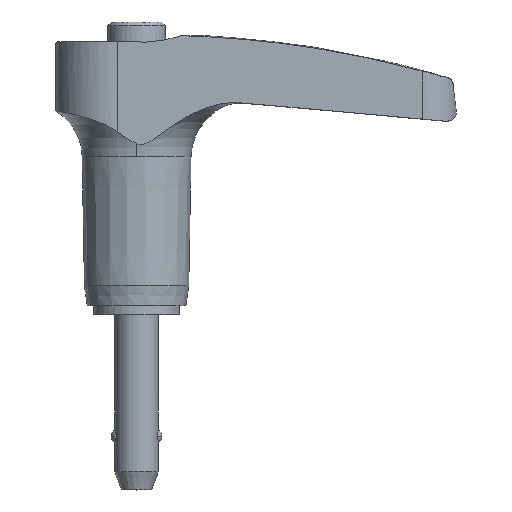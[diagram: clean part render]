
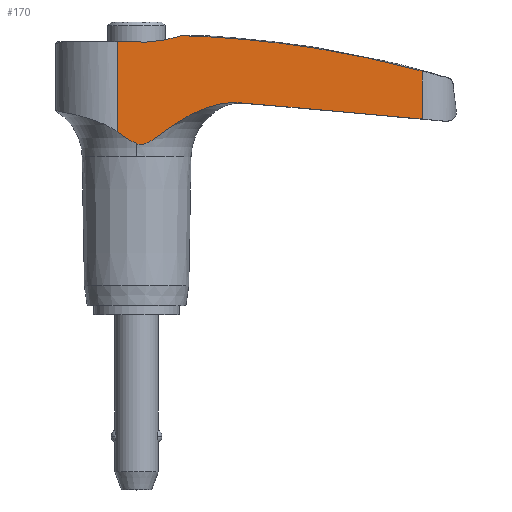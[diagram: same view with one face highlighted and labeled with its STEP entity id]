
A CAD part, top view. The second image highlights one B-rep face of the part: STEP entity #170.
In plain terms, the highlighted planar face has unit normal (0.068, 0, 0.998).
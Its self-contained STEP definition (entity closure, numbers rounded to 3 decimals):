
#170=ADVANCED_FACE('',(#354),#355,.T.);
#354=FACE_OUTER_BOUND('',#546,.T.);
#355=PLANE('',#547);
#546=EDGE_LOOP('',(#989,#990,#991,#992,#993,#994,#995,#996,#997));
#547=AXIS2_PLACEMENT_3D('',#998,#999,#1000);
#989=ORIENTED_EDGE('',*,*,#1217,.T.);
#990=ORIENTED_EDGE('',*,*,#1321,.F.);
#991=ORIENTED_EDGE('',*,*,#1155,.T.);
#992=ORIENTED_EDGE('',*,*,#1329,.T.);
#993=ORIENTED_EDGE('',*,*,#1212,.T.);
#994=ORIENTED_EDGE('',*,*,#1251,.T.);
#995=ORIENTED_EDGE('',*,*,#1331,.T.);
#996=ORIENTED_EDGE('',*,*,#1332,.T.);
#997=ORIENTED_EDGE('',*,*,#1287,.T.);
#998=CARTESIAN_POINT('',(14.654,0.0,5.195));
#999=DIRECTION('',(0.068,0.,0.998));
#1000=DIRECTION('',(0.998,0.,-0.068));
#1155=EDGE_CURVE('',#1377,#1375,#1378,.T.);
#1212=EDGE_CURVE('',#1475,#1473,#1476,.T.);
#1217=EDGE_CURVE('',#1483,#1480,#1484,.T.);
#1251=EDGE_CURVE('',#1473,#1535,#1537,.T.);
#1287=EDGE_CURVE('',#1584,#1483,#1585,.T.);
#1321=EDGE_CURVE('',#1377,#1480,#1630,.T.);
#1329=EDGE_CURVE('',#1375,#1475,#1638,.T.);
#1331=EDGE_CURVE('',#1535,#1640,#1641,.T.);
#1332=EDGE_CURVE('',#1640,#1584,#1642,.T.);
#1375=VERTEX_POINT('',#1688);
#1377=VERTEX_POINT('',#1690);
#1378=B_SPLINE_CURVE_WITH_KNOTS('',3,(#1691,#1692,#1693,#1694,#1695,#1696,#1697,#1698,#1699,#1700,#1701,#1702),.UNSPECIFIED.,.F.,.F.,(4,2,2,2,2,4),(35.54,36.518,37.569,38.261,38.753,38.998),.UNSPECIFIED.);
#1473=VERTEX_POINT('',#2079);
#1475=VERTEX_POINT('',#2081);
#1476=B_SPLINE_CURVE_WITH_KNOTS('',3,(#2082,#2083,#2084,#2085,#2086,#2087,#2088,#2089,#2090,#2091,#2092,#2093,#2094,#2095,#2096,#2097,#2098,#2099,#2100,#2101,#2102,#2103,#2104,#2105,#2106,#2107,#2108,#2109,#2110,#2111,#2112,#2113,#2114,#2115),.UNSPECIFIED.,.F.,.F.,(4,2,2,2,2,2,2,2,2,2,2,2,2,2,2,2,4),(40.115,40.363,40.612,40.86,41.108,41.605,42.312,43.397,44.407,45.813,47.219,48.575,49.253,49.932,51.094,52.257,53.447),.UNSPECIFIED.);
#1480=VERTEX_POINT('',#2119);
#1483=VERTEX_POINT('',#2122);
#1484=LINE('',#2123,#2124);
#1535=VERTEX_POINT('',#2305);
#1537=(B_SPLINE_CURVE(2,(#2319,#2320,#2321),.UNSPECIFIED.,.F.,.F.)B_SPLINE_CURVE_WITH_KNOTS((3,3),(0.0,63.151),.UNSPECIFIED.)RATIONAL_B_SPLINE_CURVE((1.0,5.195,1.0))BOUNDED_CURVE()REPRESENTATION_ITEM('')GEOMETRIC_REPRESENTATION_ITEM()CURVE());
#1584=VERTEX_POINT('',#2607);
#1585=CIRCLE('',#2608,14.625);
#1630=LINE('',#2801,#2802);
#1638=LINE('',#2819,#2820);
#1640=VERTEX_POINT('',#2822);
#1641=LINE('',#2823,#2824);
#1642=B_SPLINE_CURVE_WITH_KNOTS('',3,(#2825,#2826,#2827,#2828,#2829,#2830,#2831,#2832,#2833,#2834,#2835,#2836,#2837,#2838,#2839,#2840),.UNSPECIFIED.,.F.,.F.,(4,2,2,2,2,2,2,4),(301.19,307.013,312.836,318.66,324.483,330.306,336.129,341.952),.UNSPECIFIED.);
#1688=CARTESIAN_POINT('',(0.,18.892,6.19));
#1690=CARTESIAN_POINT('',(-2.143,20.158,6.335));
#1691=CARTESIAN_POINT('',(-2.967,20.742,6.391));
#1692=CARTESIAN_POINT('',(-2.699,20.557,6.373));
#1693=CARTESIAN_POINT('',(-2.381,20.329,6.352));
#1694=CARTESIAN_POINT('',(-1.833,19.935,6.314));
#1695=CARTESIAN_POINT('',(-1.492,19.69,6.291));
#1696=CARTESIAN_POINT('',(-1.008,19.37,6.258));
#1697=CARTESIAN_POINT('',(-0.773,19.224,6.242));
#1698=CARTESIAN_POINT('',(-0.423,19.043,6.219));
#1699=CARTESIAN_POINT('',(-0.259,18.969,6.208));
#1700=CARTESIAN_POINT('',(-0.005,18.891,6.19));
#1701=CARTESIAN_POINT('',(0.081,18.871,6.184));
#1702=CARTESIAN_POINT('',(0.166,18.857,6.179));
#2079=CARTESIAN_POINT('',(11.406,23.339,5.416));
#2081=CARTESIAN_POINT('',(0.,18.821,6.19));
#2082=CARTESIAN_POINT('',(-0.095,18.848,6.196));
#2083=CARTESIAN_POINT('',(-0.009,18.821,6.191));
#2084=CARTESIAN_POINT('',(0.078,18.8,6.185));
#2085=CARTESIAN_POINT('',(0.25,18.772,6.173));
#2086=CARTESIAN_POINT('',(0.336,18.765,6.167));
#2087=CARTESIAN_POINT('',(0.501,18.765,6.156));
#2088=CARTESIAN_POINT('',(0.587,18.772,6.15));
#2089=CARTESIAN_POINT('',(0.759,18.8,6.138));
#2090=CARTESIAN_POINT('',(0.846,18.821,6.132));
#2091=CARTESIAN_POINT('',(1.102,18.902,6.115));
#2092=CARTESIAN_POINT('',(1.267,18.978,6.104));
#2093=CARTESIAN_POINT('',(1.621,19.165,6.08));
#2094=CARTESIAN_POINT('',(1.859,19.317,6.064));
#2095=CARTESIAN_POINT('',(2.353,19.652,6.03));
#2096=CARTESIAN_POINT('',(2.701,19.909,6.007));
#2097=CARTESIAN_POINT('',(3.263,20.322,5.968));
#2098=CARTESIAN_POINT('',(3.589,20.561,5.946));
#2099=CARTESIAN_POINT('',(4.246,21.025,5.902));
#2100=CARTESIAN_POINT('',(4.672,21.313,5.873));
#2101=CARTESIAN_POINT('',(5.55,21.848,5.813));
#2102=CARTESIAN_POINT('',(6.,22.094,5.783));
#2103=CARTESIAN_POINT('',(6.828,22.493,5.726));
#2104=CARTESIAN_POINT('',(7.285,22.686,5.695));
#2105=CARTESIAN_POINT('',(7.987,22.925,5.648));
#2106=CARTESIAN_POINT('',(8.224,22.996,5.632));
#2107=CARTESIAN_POINT('',(8.692,23.119,5.6));
#2108=CARTESIAN_POINT('',(8.922,23.171,5.584));
#2109=CARTESIAN_POINT('',(9.524,23.284,5.543));
#2110=CARTESIAN_POINT('',(9.945,23.337,5.515));
#2111=CARTESIAN_POINT('',(10.791,23.376,5.457));
#2112=CARTESIAN_POINT('',(11.215,23.362,5.429));
#2113=CARTESIAN_POINT('',(11.993,23.278,5.376));
#2114=CARTESIAN_POINT('',(12.421,23.2,5.347));
#2115=CARTESIAN_POINT('',(12.836,23.081,5.318));
#2119=CARTESIAN_POINT('',(-2.143,30.09,6.335));
#2122=CARTESIAN_POINT('',(-0.991,30.09,6.257));
#2123=CARTESIAN_POINT('',(7.787,30.09,5.661));
#2124=VECTOR('',#3061,1.0);
#2305=CARTESIAN_POINT('',(31.451,21.561,4.055));
#2319=CARTESIAN_POINT('',(-30.992,21.526,8.294));
#2320=CARTESIAN_POINT('',(0.418,24.405,6.162));
#2321=CARTESIAN_POINT('',(31.829,21.526,4.029));
#2607=CARTESIAN_POINT('',(4.934,30.74,5.855));
#2608=AXIS2_PLACEMENT_3D('',#3142,#3143,#3144);
#2801=CARTESIAN_POINT('',(-2.143,0.0,6.335));
#2802=VECTOR('',#3171,1.0);
#2819=CARTESIAN_POINT('',(0.0,12.338,6.19));
#2820=VECTOR('',#3184,1.0);
#2822=CARTESIAN_POINT('',(31.451,26.858,4.055));
#2823=CARTESIAN_POINT('',(31.451,0.0,4.055));
#2824=VECTOR('',#3185,1.0);
#2825=CARTESIAN_POINT('',(37.043,25.188,3.675));
#2826=CARTESIAN_POINT('',(35.079,25.83,3.808));
#2827=CARTESIAN_POINT('',(33.077,26.425,3.944));
#2828=CARTESIAN_POINT('',(29.022,27.506,4.22));
#2829=CARTESIAN_POINT('',(26.97,27.992,4.359));
#2830=CARTESIAN_POINT('',(22.84,28.848,4.639));
#2831=CARTESIAN_POINT('',(20.761,29.217,4.78));
#2832=CARTESIAN_POINT('',(16.607,29.837,5.062));
#2833=CARTESIAN_POINT('',(14.531,30.087,5.203));
#2834=CARTESIAN_POINT('',(10.411,30.471,5.483));
#2835=CARTESIAN_POINT('',(8.366,30.605,5.622));
#2836=CARTESIAN_POINT('',(4.338,30.773,5.895));
#2837=CARTESIAN_POINT('',(2.355,30.807,6.03));
#2838=CARTESIAN_POINT('',(-1.518,30.807,6.293));
#2839=CARTESIAN_POINT('',(-3.501,30.773,6.428));
#2840=CARTESIAN_POINT('',(-5.515,30.689,6.564));
#3061=DIRECTION('',(-0.998,0.,0.068));
#3142=CARTESIAN_POINT('',(0.418,44.647,6.162));
#3143=DIRECTION('',(-0.068,0.,-0.998));
#3144=DIRECTION('',(0.,1.0,0.));
#3171=DIRECTION('',(0.0,1.0,0.));
#3184=DIRECTION('',(0.,-1.0,0.));
#3185=DIRECTION('',(0.0,1.0,0.));
